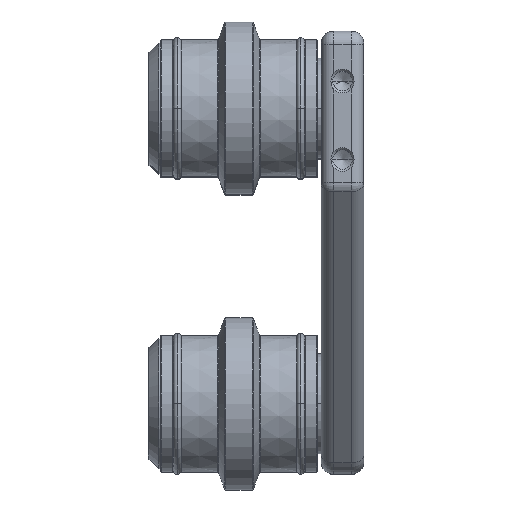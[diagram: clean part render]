
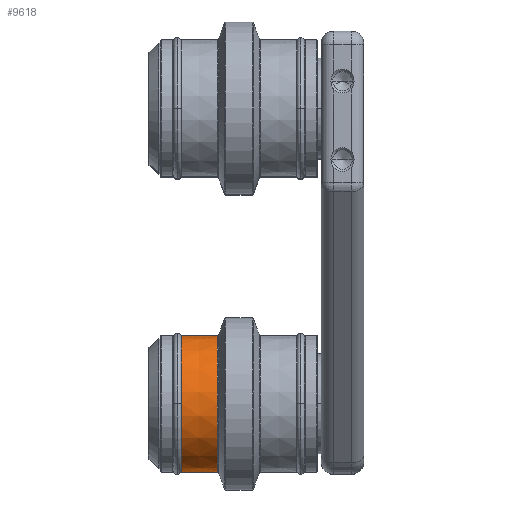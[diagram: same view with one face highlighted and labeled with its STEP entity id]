
A CAD part, top view. The second image highlights one B-rep face of the part: STEP entity #9618.
In plain terms, the highlighted conical face has half-angle 0.194 degrees and reference radius 17.45 mm.
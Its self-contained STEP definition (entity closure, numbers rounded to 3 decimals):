
#14 = VERTEX_POINT ( 'NONE', #7110 ) ;
#2188 = DIRECTION ( 'NONE',  ( -1., 0., 0. ) ) ;
#2950 = CONICAL_SURFACE ( 'NONE', #20472, 17.45, 0.003 ) ;
#4478 = VERTEX_POINT ( 'NONE', #8404 ) ;
#4783 = ORIENTED_EDGE ( 'NONE', *, *, #25642, .F. ) ;
#5438 = FACE_OUTER_BOUND ( 'NONE', #41251, .T. ) ;
#5638 = DIRECTION ( 'NONE',  ( 0., -1., 0. ) ) ;
#6322 = ORIENTED_EDGE ( 'NONE', *, *, #11856, .F. ) ;
#6961 = EDGE_CURVE ( 'NONE', #4478, #14, #38272, .T. ) ;
#7110 = CARTESIAN_POINT ( 'NONE',  ( -5.504, -17.499, 0. ) ) ;
#7419 = VECTOR ( 'NONE', #7724, 1000. ) ;
#7724 = DIRECTION ( 'NONE',  ( 1., 0.003, 0. ) ) ;
#8380 = CARTESIAN_POINT ( 'NONE',  ( -19.875, 0., 0. ) ) ;
#8404 = CARTESIAN_POINT ( 'NONE',  ( -5.504, 17.499, 0. ) ) ;
#9360 = EDGE_CURVE ( 'NONE', #19582, #14, #27669, .T. ) ;
#9393 = AXIS2_PLACEMENT_3D ( 'NONE', #19286, #2188, #22043 ) ;
#9618 = ADVANCED_FACE ( 'NONE', ( #5438 ), #2950, .T. ) ;
#11696 = DIRECTION ( 'NONE',  ( 0., -1., 0. ) ) ;
#11856 = EDGE_CURVE ( 'NONE', #18284, #4478, #20429, .T. ) ;
#13361 = CARTESIAN_POINT ( 'NONE',  ( -14.75, 17.468, 0. ) ) ;
#16669 = AXIS2_PLACEMENT_3D ( 'NONE', #21017, #40205, #11696 ) ;
#18284 = VERTEX_POINT ( 'NONE', #13361 ) ;
#19286 = CARTESIAN_POINT ( 'NONE',  ( -14.75, 0., 0. ) ) ;
#19480 = ORIENTED_EDGE ( 'NONE', *, *, #9360, .T. ) ;
#19582 = VERTEX_POINT ( 'NONE', #32334 ) ;
#20429 = LINE ( 'NONE', #23804, #7419 ) ;
#20472 = AXIS2_PLACEMENT_3D ( 'NONE', #8380, #31211, #5638 ) ;
#21017 = CARTESIAN_POINT ( 'NONE',  ( -5.504, 0., 0. ) ) ;
#21335 = CARTESIAN_POINT ( 'NONE',  ( -19.875, -17.45, 0. ) ) ;
#22043 = DIRECTION ( 'NONE',  ( 0., 0., 1. ) ) ;
#23804 = CARTESIAN_POINT ( 'NONE',  ( -19.875, 17.45, 0. ) ) ;
#25642 = EDGE_CURVE ( 'NONE', #19582, #18284, #28920, .T. ) ;
#27669 = LINE ( 'NONE', #21335, #33979 ) ;
#28920 = CIRCLE ( 'NONE', #9393, 17.468 ) ;
#30995 = ORIENTED_EDGE ( 'NONE', *, *, #6961, .F. ) ;
#31058 = DIRECTION ( 'NONE',  ( 1., -0.003, 0. ) ) ;
#31211 = DIRECTION ( 'NONE',  ( 1., 0., 0. ) ) ;
#32334 = CARTESIAN_POINT ( 'NONE',  ( -14.75, -17.468, 0. ) ) ;
#33979 = VECTOR ( 'NONE', #31058, 1000. ) ;
#38272 = CIRCLE ( 'NONE', #16669, 17.499 ) ;
#40205 = DIRECTION ( 'NONE',  ( 1., 0., 0. ) ) ;
#41251 = EDGE_LOOP ( 'NONE', ( #6322, #4783, #19480, #30995 ) ) ;
